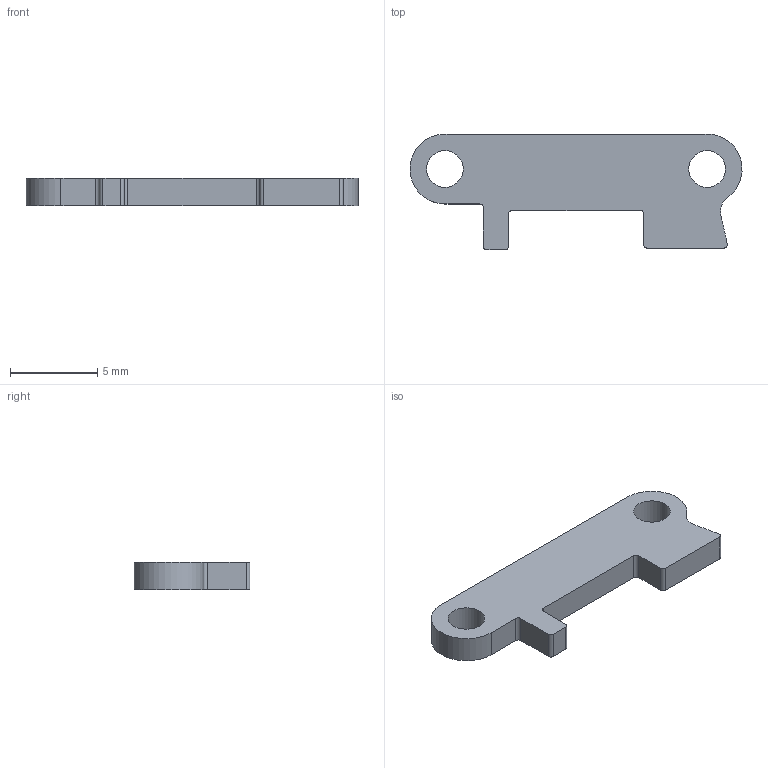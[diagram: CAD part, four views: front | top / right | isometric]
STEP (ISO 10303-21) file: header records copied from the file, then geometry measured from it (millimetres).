
FILE_DESCRIPTION(('Open CASCADE Model'),'2;1');
FILE_NAME('Open CASCADE Shape Model','2021-08-20T18:24:21',('Author'),( 'Open CASCADE'),'Open CASCADE STEP processor 6.8','Open CASCADE 6.8' ,'Unknown');
FILE_SCHEMA(('AUTOMOTIVE_DESIGN { 1 0 10303 214 1 1 1 1 }'));
Length unit declared in the file: millimetre
Products named in the file (3): PCB; Board; Open CASCADE STEP translator 6.8 1.1.1
Assembly tree (2 placements, depth 3):
  PCB
    Board
      Open CASCADE STEP translator 6.8 1.1.1
Bounding box: 18.99 x 6.62 x 1.55 mm (x, y, z)
Volume: 129.5 mm3; surface area: 268.3 mm2
Topology: 1 solids, 1 shells, 31 faces, 87 edges, 58 vertices
Faces by surface type: plane 19, cylinder 12
Full cylindrical faces by diameter (mm): 2.1 x2
Entity records: 1070 total; most frequent: CARTESIAN_POINT 179, DIRECTION 179, ORIENTED_EDGE 174, EDGE_CURVE 87, LINE 63, VECTOR 63, AXIS2_PLACEMENT_3D 58, VERTEX_POINT 58
